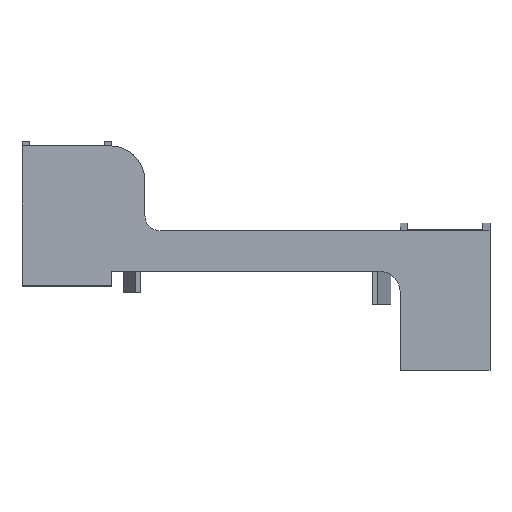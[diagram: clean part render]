
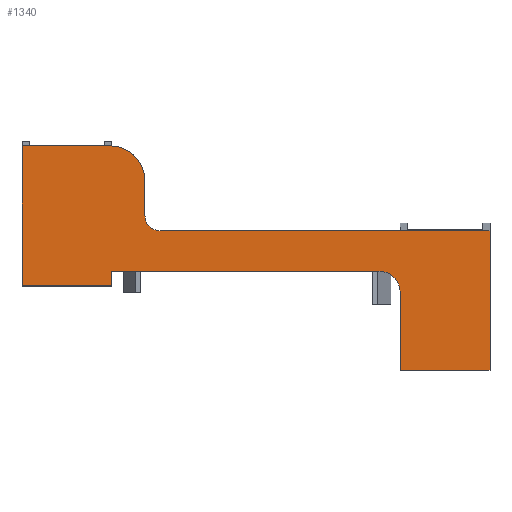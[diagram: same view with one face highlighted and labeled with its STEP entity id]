
A CAD part, front view. The second image highlights one B-rep face of the part: STEP entity #1340.
In plain terms, the highlighted planar face has unit normal (0, -1, 0).
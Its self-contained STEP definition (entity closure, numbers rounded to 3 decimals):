
#16=CIRCLE('',#1421,3.25);
#17=CIRCLE('',#1424,7.5);
#19=CIRCLE('',#1427,4.5);
#57=FACE_OUTER_BOUND('',#125,.T.);
#125=EDGE_LOOP('',(#1007,#1008,#1009,#1010,#1011,#1012,#1013,#1014,#1015,
#1016,#1017,#1018,#1019));
#198=LINE('',#1883,#385);
#254=LINE('',#1994,#441);
#257=LINE('',#1998,#444);
#262=LINE('',#2013,#449);
#264=LINE('',#2020,#451);
#265=LINE('',#2022,#452);
#266=LINE('',#2026,#453);
#267=LINE('',#2028,#454);
#268=LINE('',#2030,#455);
#269=LINE('',#2031,#456);
#385=VECTOR('',#1520,10.);
#441=VECTOR('',#1612,10.);
#444=VECTOR('',#1617,10.);
#449=VECTOR('',#1630,10.);
#451=VECTOR('',#1640,10.);
#452=VECTOR('',#1641,10.);
#453=VECTOR('',#1644,10.);
#454=VECTOR('',#1645,10.);
#455=VECTOR('',#1646,10.);
#456=VECTOR('',#1647,10.);
#571=VERTEX_POINT('',#1880);
#572=VERTEX_POINT('',#1882);
#607=VERTEX_POINT('',#1990);
#609=VERTEX_POINT('',#1993);
#612=VERTEX_POINT('',#2003);
#613=VERTEX_POINT('',#2005);
#615=VERTEX_POINT('',#2011);
#616=VERTEX_POINT('',#2015);
#617=VERTEX_POINT('',#2021);
#618=VERTEX_POINT('',#2023);
#619=VERTEX_POINT('',#2025);
#620=VERTEX_POINT('',#2027);
#621=VERTEX_POINT('',#2029);
#699=EDGE_CURVE('',#572,#571,#198,.T.);
#756=EDGE_CURVE('',#607,#609,#254,.T.);
#759=EDGE_CURVE('',#609,#571,#257,.T.);
#762=EDGE_CURVE('',#612,#613,#16,.T.);
#766=EDGE_CURVE('',#615,#612,#262,.T.);
#767=EDGE_CURVE('',#616,#615,#17,.T.);
#770=EDGE_CURVE('',#572,#616,#264,.T.);
#771=EDGE_CURVE('',#617,#607,#265,.T.);
#772=EDGE_CURVE('',#618,#617,#19,.T.);
#773=EDGE_CURVE('',#618,#619,#266,.T.);
#774=EDGE_CURVE('',#620,#619,#267,.T.);
#775=EDGE_CURVE('',#621,#620,#268,.T.);
#776=EDGE_CURVE('',#621,#613,#269,.T.);
#1007=ORIENTED_EDGE('',*,*,#767,.F.);
#1008=ORIENTED_EDGE('',*,*,#770,.F.);
#1009=ORIENTED_EDGE('',*,*,#699,.T.);
#1010=ORIENTED_EDGE('',*,*,#759,.F.);
#1011=ORIENTED_EDGE('',*,*,#756,.F.);
#1012=ORIENTED_EDGE('',*,*,#771,.F.);
#1013=ORIENTED_EDGE('',*,*,#772,.F.);
#1014=ORIENTED_EDGE('',*,*,#773,.T.);
#1015=ORIENTED_EDGE('',*,*,#774,.F.);
#1016=ORIENTED_EDGE('',*,*,#775,.F.);
#1017=ORIENTED_EDGE('',*,*,#776,.T.);
#1018=ORIENTED_EDGE('',*,*,#762,.F.);
#1019=ORIENTED_EDGE('',*,*,#766,.F.);
#1274=PLANE('',#1426);
#1340=ADVANCED_FACE('',(#57),#1274,.T.);
#1421=AXIS2_PLACEMENT_3D('',#2006,#1623,#1624);
#1424=AXIS2_PLACEMENT_3D('',#2016,#1633,#1634);
#1426=AXIS2_PLACEMENT_3D('',#2019,#1638,#1639);
#1427=AXIS2_PLACEMENT_3D('',#2024,#1642,#1643);
#1520=DIRECTION('',(0.,0.,-1.));
#1612=DIRECTION('',(0.,0.,-1.));
#1617=DIRECTION('',(-1.,0.,0.));
#1623=DIRECTION('center_axis',(0.,-1.,0.));
#1624=DIRECTION('ref_axis',(-0.707,0.,-0.707));
#1630=DIRECTION('',(0.,0.,-1.));
#1633=DIRECTION('center_axis',(0.,1.,0.));
#1634=DIRECTION('ref_axis',(0.707,0.,0.707));
#1638=DIRECTION('center_axis',(0.,-1.,0.));
#1639=DIRECTION('ref_axis',(1.,0.,0.));
#1640=DIRECTION('',(1.,0.,0.));
#1641=DIRECTION('',(-1.,0.,0.));
#1642=DIRECTION('center_axis',(0.,-1.,0.));
#1643=DIRECTION('ref_axis',(0.707,0.,0.707));
#1644=DIRECTION('',(0.,0.,-1.));
#1645=DIRECTION('',(-1.,0.,0.));
#1646=DIRECTION('',(0.,0.,-1.));
#1647=DIRECTION('',(-1.,0.,0.));
#1880=CARTESIAN_POINT('',(-49.538,-5.,-3.));
#1882=CARTESIAN_POINT('',(-49.538,-5.,26.5));
#1883=CARTESIAN_POINT('',(-49.538,-5.,0.));
#1990=CARTESIAN_POINT('',(-30.529,-5.,0.));
#1993=CARTESIAN_POINT('',(-30.529,-5.,-3.));
#1994=CARTESIAN_POINT('',(-30.529,-5.,0.));
#1998=CARTESIAN_POINT('',(-30.529,-5.,-3.));
#2003=CARTESIAN_POINT('',(-23.538,-5.,11.75));
#2005=CARTESIAN_POINT('',(-20.288,-5.,8.5));
#2006=CARTESIAN_POINT('Origin',(-20.288,-5.,11.75));
#2011=CARTESIAN_POINT('',(-23.538,-5.,19.));
#2013=CARTESIAN_POINT('',(-23.538,-5.,26.5));
#2015=CARTESIAN_POINT('',(-31.038,-5.,26.5));
#2016=CARTESIAN_POINT('Origin',(-31.038,-5.,19.));
#2019=CARTESIAN_POINT('Origin',(-24.5,-5.,0.));
#2020=CARTESIAN_POINT('',(-49.538,-5.,26.5));
#2021=CARTESIAN_POINT('',(25.949,-5.,0.));
#2022=CARTESIAN_POINT('',(-24.5,-5.,0.));
#2023=CARTESIAN_POINT('',(30.449,-5.,-4.5));
#2024=CARTESIAN_POINT('Origin',(25.949,-5.,-4.5));
#2025=CARTESIAN_POINT('',(30.449,-5.,-21.));
#2026=CARTESIAN_POINT('',(30.449,-5.,0.));
#2027=CARTESIAN_POINT('',(49.449,-5.,-21.));
#2028=CARTESIAN_POINT('',(49.449,-5.,-21.));
#2029=CARTESIAN_POINT('',(49.449,-5.,8.5));
#2030=CARTESIAN_POINT('',(49.449,-5.,0.));
#2031=CARTESIAN_POINT('',(-25.538,-5.,8.5));
